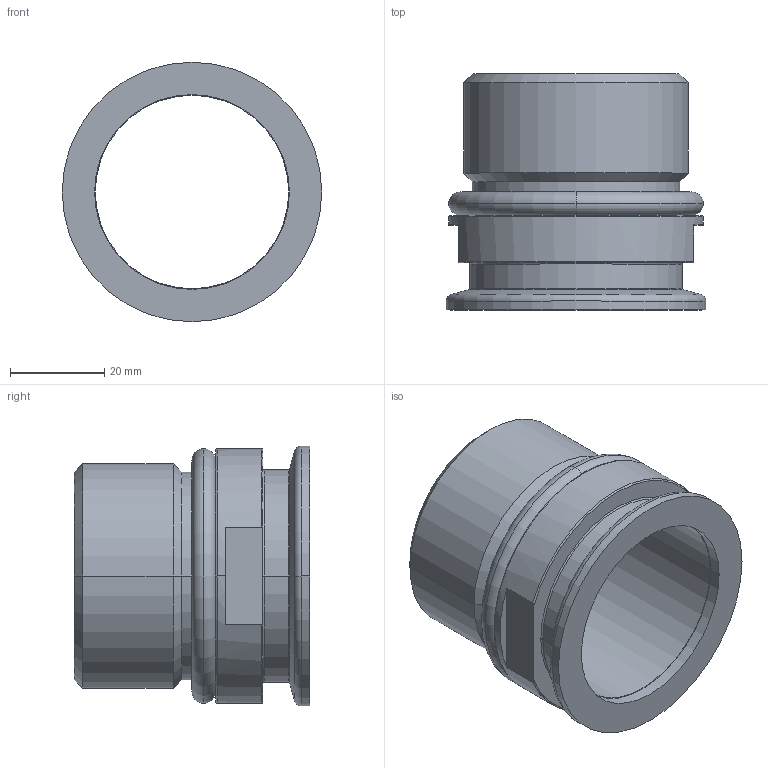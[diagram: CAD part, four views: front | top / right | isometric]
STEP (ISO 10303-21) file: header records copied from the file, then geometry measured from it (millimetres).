
FILE_DESCRIPTION (( 'STEP AP214' ), '1' );
FILE_NAME ('KF40-G1.5 Male.STEP', '2018-09-27T13:03:41', ( '' ), ( '' ), 'SwSTEP 2.0', 'SolidWorks 2018', '' );
FILE_SCHEMA (( 'AUTOMOTIVE_DESIGN' ));
Length unit declared in the file: millimetre
Products named in the file (1): KF40-G1.5 Male
Bounding box: 55 x 50 x 55 mm (x, y, z)
Volume: 29293.3 mm3; surface area: 19834.2 mm2
Topology: 2 solids, 2 shells, 47 faces, 100 edges, 58 vertices
Faces by surface type: torus 16, cylinder 14, plane 9, cone 8
Entity records: 1395 total; most frequent: DIRECTION 258, CARTESIAN_POINT 242, ORIENTED_EDGE 200, AXIS2_PLACEMENT_3D 114, EDGE_CURVE 100, CIRCLE 66, VERTEX_POINT 58, EDGE_LOOP 52
